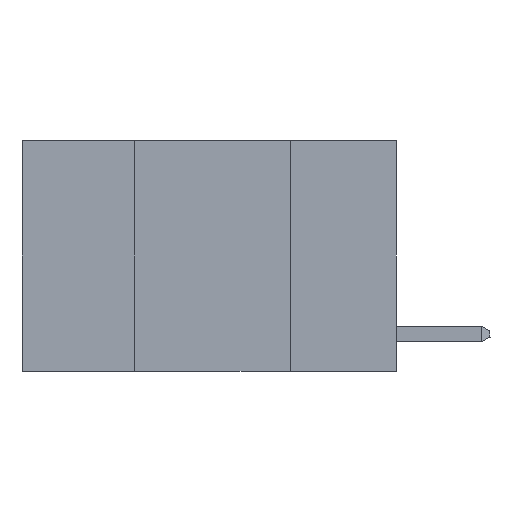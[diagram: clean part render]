
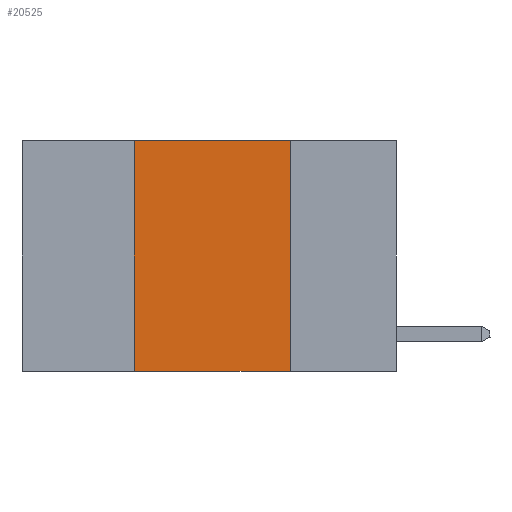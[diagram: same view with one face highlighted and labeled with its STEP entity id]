
A CAD part, left-side view. The second image highlights one B-rep face of the part: STEP entity #20525.
In plain terms, the highlighted planar face has unit normal (-1, 0, 0).
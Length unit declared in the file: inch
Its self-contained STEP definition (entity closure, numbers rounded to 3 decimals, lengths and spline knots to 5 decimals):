
#391 = PLANE ( 'NONE',  #17142 ) ;
#507 = ORIENTED_EDGE ( 'NONE', *, *, #3582, .F. ) ;
#1228 = VECTOR ( 'NONE', #5070, 39.37008 ) ;
#1626 = ORIENTED_EDGE ( 'NONE', *, *, #21933, .F. ) ;
#1803 = DIRECTION ( 'NONE',  ( 0., 0., -1. ) ) ;
#2035 = CARTESIAN_POINT ( 'NONE',  ( 0., 0.6, 0. ) ) ;
#2621 = ORIENTED_EDGE ( 'NONE', *, *, #4239, .T. ) ;
#2957 = DIRECTION ( 'NONE',  ( 0., -1., 0. ) ) ;
#3206 = LINE ( 'NONE', #17185, #1228 ) ;
#3582 = EDGE_CURVE ( 'NONE', #10113, #5047, #9324, .T. ) ;
#3925 = CARTESIAN_POINT ( 'NONE',  ( 0., 0.17, 0. ) ) ;
#4239 = EDGE_CURVE ( 'NONE', #21073, #5047, #3206, .T. ) ;
#4434 = CARTESIAN_POINT ( 'NONE',  ( 0., 0.17, -0.37 ) ) ;
#4444 = VECTOR ( 'NONE', #11296, 39.37008 ) ;
#5021 = ORIENTED_EDGE ( 'NONE', *, *, #14207, .F. ) ;
#5047 = VERTEX_POINT ( 'NONE', #4434 ) ;
#5070 = DIRECTION ( 'NONE',  ( 0., -1., 0. ) ) ;
#5828 = LINE ( 'NONE', #16658, #6491 ) ;
#6491 = VECTOR ( 'NONE', #12808, 39.37008 ) ;
#8059 = CARTESIAN_POINT ( 'NONE',  ( 0., 0.42, -0.37 ) ) ;
#8542 = LINE ( 'NONE', #8777, #15332 ) ;
#8777 = CARTESIAN_POINT ( 'NONE',  ( 0., 0.6, 0. ) ) ;
#9324 = LINE ( 'NONE', #14661, #4444 ) ;
#10113 = VERTEX_POINT ( 'NONE', #3925 ) ;
#11296 = DIRECTION ( 'NONE',  ( 0., 0., -1. ) ) ;
#12399 = FACE_OUTER_BOUND ( 'NONE', #22537, .T. ) ;
#12808 = DIRECTION ( 'NONE',  ( 0., 0., 1. ) ) ;
#14207 = EDGE_CURVE ( 'NONE', #21073, #21717, #5828, .T. ) ;
#14472 = CARTESIAN_POINT ( 'NONE',  ( 0., 0.42, 0. ) ) ;
#14661 = CARTESIAN_POINT ( 'NONE',  ( 0., 0.17, 0. ) ) ;
#15332 = VECTOR ( 'NONE', #2957, 39.37008 ) ;
#16658 = CARTESIAN_POINT ( 'NONE',  ( 0., 0.42, 0. ) ) ;
#17142 = AXIS2_PLACEMENT_3D ( 'NONE', #2035, #21731, #1803 ) ;
#17185 = CARTESIAN_POINT ( 'NONE',  ( 0., 0.6, -0.37 ) ) ;
#20525 = ADVANCED_FACE ( 'NONE', ( #12399 ), #391, .F. ) ;
#21073 = VERTEX_POINT ( 'NONE', #8059 ) ;
#21717 = VERTEX_POINT ( 'NONE', #14472 ) ;
#21731 = DIRECTION ( 'NONE',  ( 1., 0., 0. ) ) ;
#21933 = EDGE_CURVE ( 'NONE', #21717, #10113, #8542, .T. ) ;
#22537 = EDGE_LOOP ( 'NONE', ( #507, #1626, #5021, #2621 ) ) ;
